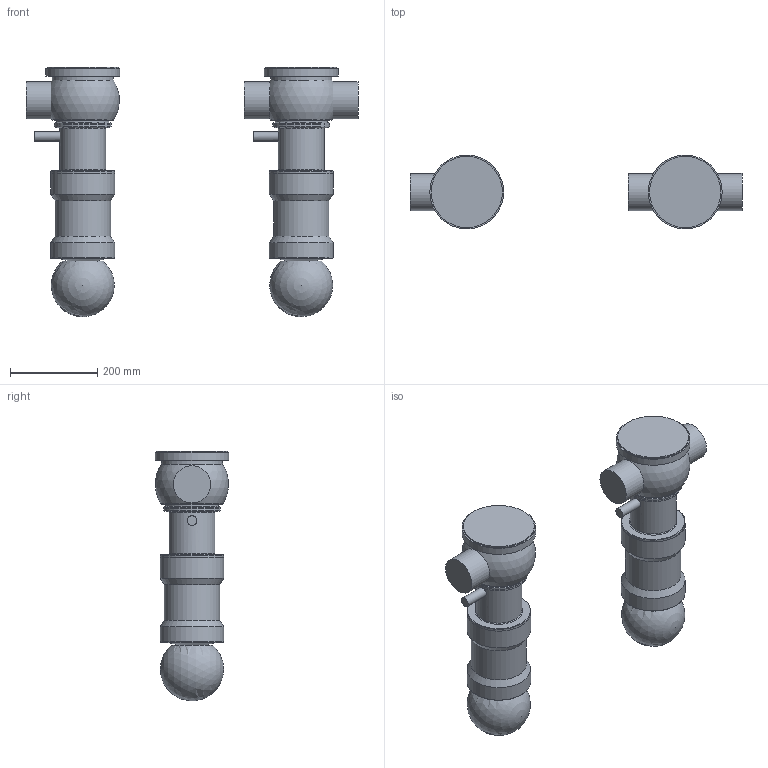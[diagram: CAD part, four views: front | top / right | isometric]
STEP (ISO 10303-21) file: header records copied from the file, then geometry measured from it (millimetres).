
FILE_DESCRIPTION((''),'2;1');
FILE_NAME('B935-DN080-SAL-flan.stp','2012-03-05T15:27:03',('olla-l'),(''),'Autodesk Inventor 2012','Autodesk Inventor 2012','');
FILE_SCHEMA(('AUTOMOTIVE_DESIGN { 1 0 10303 214 1 1 1 1 }'));
Length unit declared in the file: millimetre
Products named in the file (6): B935-DN080-SAL-flan; CIL115-B925; SAGOMA-GIOTTO; B935-COR-FONDO-DN80-L-FLAN-SALD; B935-COR-FONDO-DN80-T-FLAN-SALD; ASSEMBL-B935-DN080
Assembly tree (8 placements, depth 2):
  B935-DN080-SAL-flan
    CIL115-B925  x2
    SAGOMA-GIOTTO  x2
    B935-COR-FONDO-DN80-L-FLAN-SALD
    B935-COR-FONDO-DN80-T-FLAN-SALD
    ASSEMBL-B935-DN080  x2
Bounding box: 760 x 169 x 570.89 mm (x, y, z)
Volume: 16970391.2 mm3; surface area: 810838.8 mm2
Topology: 8 solids, 8 shells, 84 faces, 135 edges, 82 vertices
Faces by surface type: plane 31, cylinder 27, torus 12, cone 10, sphere 4
Full cylindrical faces by diameter (mm): 22 x2, 85 x3, 105 x2, 120 x2, 127 x2, 130 x4, 140 x2, 146 x6, 163 x2, 169 x2
Entity records: 1367 total; most frequent: DIRECTION 252, CARTESIAN_POINT 214, AXIS2_PLACEMENT_3D 126, ORIENTED_EDGE 108, EDGE_LOOP 108, FACE_OUTER_BOUND 59, ADVANCED_FACE 59, VERTEX_POINT 54
